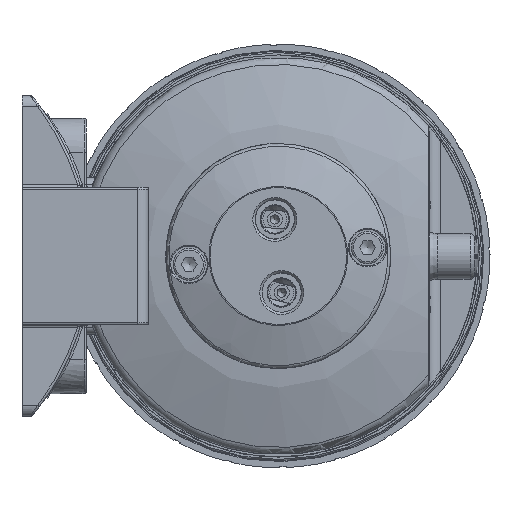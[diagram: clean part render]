
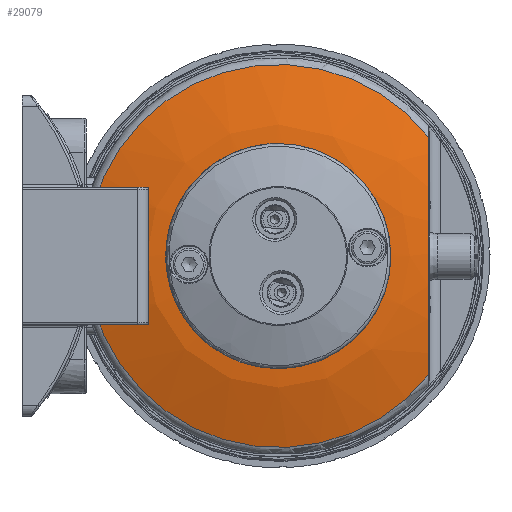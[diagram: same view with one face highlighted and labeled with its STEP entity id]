
A CAD part, front view. The second image highlights one B-rep face of the part: STEP entity #29079.
In plain terms, the highlighted free-form (B-spline) face has degree [2, 2] with [3, 9] control points.
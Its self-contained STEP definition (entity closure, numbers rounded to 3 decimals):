
#27379=CARTESIAN_POINT('',(32.7,4.993,25.882));
#27380=VERTEX_POINT('',#27379);
#27396=CARTESIAN_POINT('',(32.7,4.213,22.326));
#27397=VERTEX_POINT('',#27396);
#27398=CARTESIAN_POINT('',(32.7,4.213,22.326));
#27399=CARTESIAN_POINT('',(32.7,4.329,22.908));
#27400=CARTESIAN_POINT('',(32.7,4.45,23.489));
#27401=CARTESIAN_POINT('',(32.7,4.709,24.674));
#27402=CARTESIAN_POINT('',(32.7,4.848,25.279));
#27403=CARTESIAN_POINT('',(32.7,4.993,25.882));
#27404=B_SPLINE_CURVE_WITH_KNOTS('',3,(#27398,#27399,#27400,#27401,#27402,#27403),.UNSPECIFIED.,.F.,.U.,(4,2,4),(25.263,25.427,25.599),.UNSPECIFIED.);
#27405=EDGE_CURVE('',#27397,#27380,#27404,.T.);
#27407=CARTESIAN_POINT('',(32.7,3.983,-21.13));
#27408=VERTEX_POINT('',#27407);
#27409=CARTESIAN_POINT('',(32.7,3.983,-21.13));
#27410=CARTESIAN_POINT('',(32.7,2.655,-13.984));
#27411=CARTESIAN_POINT('',(32.7,2.151,-6.711));
#27412=CARTESIAN_POINT('',(32.7,2.151,7.086));
#27413=CARTESIAN_POINT('',(32.7,2.715,14.797));
#27414=CARTESIAN_POINT('',(32.7,4.213,22.326));
#27415=B_SPLINE_CURVE_WITH_KNOTS('',3,(#27409,#27410,#27411,#27412,#27413,#27414),.UNSPECIFIED.,.F.,.U.,(4,2,4),(21.124,23.137,25.263),.UNSPECIFIED.);
#27416=EDGE_CURVE('',#27408,#27397,#27415,.T.);
#27418=CARTESIAN_POINT('',(32.7,4.993,-25.882));
#27419=VERTEX_POINT('',#27418);
#27420=CARTESIAN_POINT('',(32.7,4.993,-25.882));
#27421=CARTESIAN_POINT('',(32.7,4.848,-25.279));
#27422=CARTESIAN_POINT('',(32.7,4.709,-24.674));
#27423=CARTESIAN_POINT('',(32.7,4.363,-23.092));
#27424=CARTESIAN_POINT('',(32.7,4.165,-22.112));
#27425=CARTESIAN_POINT('',(32.7,3.983,-21.13));
#27426=B_SPLINE_CURVE_WITH_KNOTS('',3,(#27420,#27421,#27422,#27423,#27424,#27425),.UNSPECIFIED.,.F.,.U.,(4,2,4),(20.675,20.847,21.124),.UNSPECIFIED.);
#27427=EDGE_CURVE('',#27419,#27408,#27426,.T.);
#28929=CARTESIAN_POINT('',(0.0,4.993,0.0));
#28930=DIRECTION('',(0.0,1.0,0.0));
#28931=DIRECTION('',(-1.0,0.0,0.0));
#28932=AXIS2_PLACEMENT_3D('',#28929,#28930,#28931);
#28933=CIRCLE('',#28932,41.703);
#28934=EDGE_CURVE('',#27419,#27380,#28933,.T.);
#28952=CARTESIAN_POINT('',(12.359,0.0,-8.5));
#28953=VERTEX_POINT('',#28952);
#28954=CARTESIAN_POINT('',(0.0,0.0,0.0));
#28955=DIRECTION('',(0.0,-1.0,0.0));
#28956=DIRECTION('',(1.0,0.0,0.0));
#28957=AXIS2_PLACEMENT_3D('',#28954,#28955,#28956);
#28958=CIRCLE('',#28957,15.0);
#28959=EDGE_CURVE('',#28953,#28953,#28958,.T.);
#29035=CARTESIAN_POINT('',(0.,4.993,41.703));
#29036=CARTESIAN_POINT('',(0.,-2.89,21.362));
#29037=CARTESIAN_POINT('',(0.0,1.538,0.));
#29038=CARTESIAN_POINT('',(41.703,4.993,41.703));
#29039=CARTESIAN_POINT('',(21.362,-2.89,21.362));
#29040=CARTESIAN_POINT('',(0.,1.538,0.));
#29041=CARTESIAN_POINT('',(41.703,4.993,0.));
#29042=CARTESIAN_POINT('',(21.362,-2.89,0.));
#29043=CARTESIAN_POINT('',(0.,1.538,0.0));
#29044=CARTESIAN_POINT('',(41.703,4.993,-41.703));
#29045=CARTESIAN_POINT('',(21.362,-2.89,-21.362));
#29046=CARTESIAN_POINT('',(0.,1.538,0.));
#29047=CARTESIAN_POINT('',(0.,4.993,-41.703));
#29048=CARTESIAN_POINT('',(0.,-2.89,-21.362));
#29049=CARTESIAN_POINT('',(0.0,1.538,0.));
#29050=CARTESIAN_POINT('',(-41.703,4.993,-41.703));
#29051=CARTESIAN_POINT('',(-21.362,-2.89,-21.362));
#29052=CARTESIAN_POINT('',(0.,1.538,0.));
#29053=CARTESIAN_POINT('',(-41.703,4.993,0.));
#29054=CARTESIAN_POINT('',(-21.362,-2.89,0.));
#29055=CARTESIAN_POINT('',(0.,1.538,0.0));
#29056=CARTESIAN_POINT('',(-41.703,4.993,41.703));
#29057=CARTESIAN_POINT('',(-21.362,-2.89,21.362));
#29058=CARTESIAN_POINT('',(0.,1.538,0.));
#29059=CARTESIAN_POINT('',(0.,4.993,41.703));
#29060=CARTESIAN_POINT('',(0.,-2.89,21.362));
#29061=CARTESIAN_POINT('',(0.0,1.538,0.));
#29069=(BOUNDED_SURFACE()B_SPLINE_SURFACE(2,2,((#29035,#29038,#29041,#29044,#29047,#29050,#29053,#29056,#29059),(#29036,#29039,#29042,#29045,#29048,#29051,#29054,#29057,#29060),(#29037,#29040,#29043,#29046,#29049,#29052,#29055,#29058,#29061)),.UNSPECIFIED.,.F.,.T.,.U.)B_SPLINE_SURFACE_WITH_KNOTS((3,3),(3,2,2,2,3),(1.201,1.775),(0.0,1.571,3.142,4.712,6.283),.UNSPECIFIED.)GEOMETRIC_REPRESENTATION_ITEM()RATIONAL_B_SPLINE_SURFACE(((1.0,0.707,1.0,0.707,1.0,0.707,1.0,0.707,1.0),(0.959,0.678,0.959,0.678,0.959,0.678,0.959,0.678,0.959),(1.0,0.707,1.0,0.707,1.0,0.707,1.0,0.707,1.0)))REPRESENTATION_ITEM('')SURFACE());
#29070=ORIENTED_EDGE('',*,*,#28934,.F.);
#29071=ORIENTED_EDGE('',*,*,#27427,.T.);
#29072=ORIENTED_EDGE('',*,*,#27416,.T.);
#29073=ORIENTED_EDGE('',*,*,#27405,.T.);
#29074=EDGE_LOOP('',(#29070,#29071,#29072,#29073));
#29075=FACE_OUTER_BOUND('',#29074,.T.);
#29076=ORIENTED_EDGE('',*,*,#28959,.F.);
#29077=EDGE_LOOP('',(#29076));
#29078=FACE_BOUND('',#29077,.T.);
#29079=ADVANCED_FACE('',(#29075,#29078),#29069,.T.);
